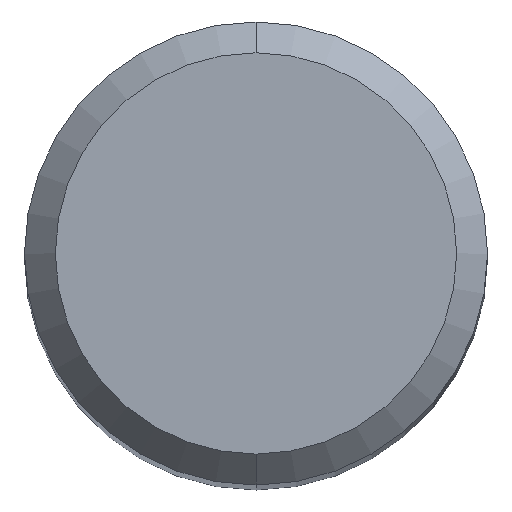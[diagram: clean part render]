
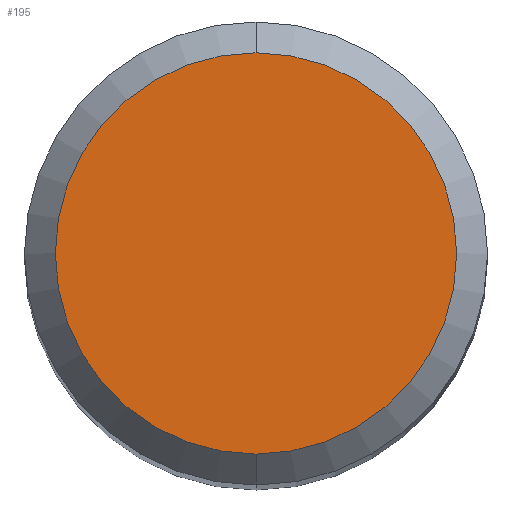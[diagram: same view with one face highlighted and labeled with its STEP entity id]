
A CAD part, top view. The second image highlights one B-rep face of the part: STEP entity #195.
In plain terms, the highlighted planar face has unit normal (0, 0, 1).
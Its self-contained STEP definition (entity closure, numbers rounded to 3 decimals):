
#195=ADVANCED_FACE('',(#502),#503,.T.);
#251=VERTEX_POINT('',#566);
#253=VERTEX_POINT('',#568);
#293=EDGE_CURVE('',#251,#253,#612,.T.);
#367=EDGE_CURVE('',#253,#251,#694,.T.);
#502=FACE_OUTER_BOUND('',#854,.T.);
#503=PLANE('',#855);
#566=CARTESIAN_POINT('',(0.0,2.6,0.0));
#568=CARTESIAN_POINT('',(0.,-2.6,0.0));
#612=CIRCLE('',#1035,2.6);
#694=CIRCLE('',#1190,2.6);
#854=EDGE_LOOP('',(#1450,#1451));
#855=AXIS2_PLACEMENT_3D('',#1452,#1453,#1454);
#1035=AXIS2_PLACEMENT_3D('',#1567,#1568,#1569);
#1190=AXIS2_PLACEMENT_3D('',#1676,#1677,#1678);
#1450=ORIENTED_EDGE('',*,*,#293,.F.);
#1451=ORIENTED_EDGE('',*,*,#367,.F.);
#1452=CARTESIAN_POINT('',(0.0,1.3,0.0));
#1453=DIRECTION('',(-0.0,0.0,1.0));
#1454=DIRECTION('',(0.0,-1.0,0.0));
#1567=CARTESIAN_POINT('',(0.0,0.0,0.0));
#1568=DIRECTION('',(0.0,0.0,-1.0));
#1569=DIRECTION('',(0.0,1.0,0.0));
#1676=CARTESIAN_POINT('',(0.0,0.0,0.0));
#1677=DIRECTION('',(0.0,0.0,-1.0));
#1678=DIRECTION('',(0.0,1.0,0.0));
